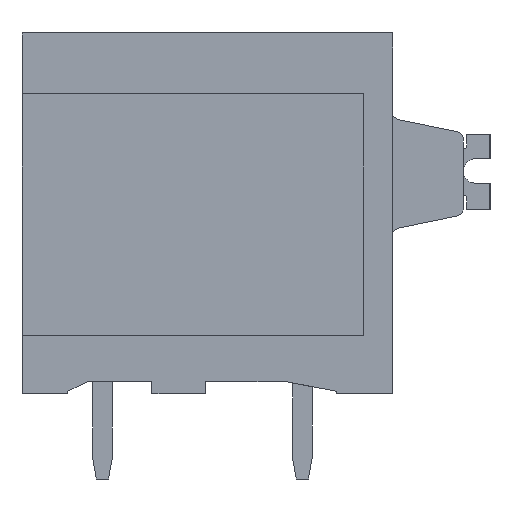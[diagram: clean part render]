
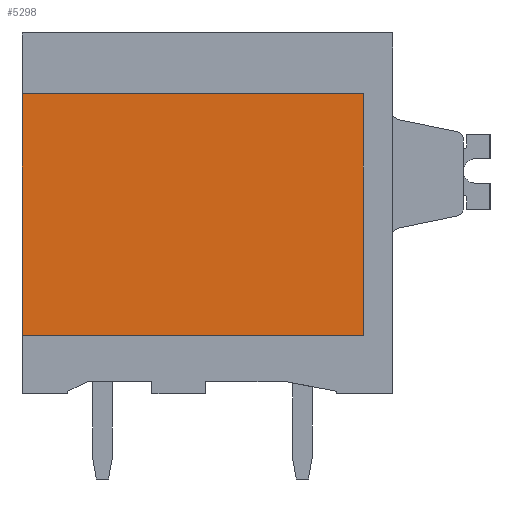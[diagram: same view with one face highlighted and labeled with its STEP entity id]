
A CAD part, left-side view. The second image highlights one B-rep face of the part: STEP entity #5298.
In plain terms, the highlighted planar face has unit normal (-1, 0, 0).
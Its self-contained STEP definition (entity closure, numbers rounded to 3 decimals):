
#5278=AXIS2_PLACEMENT_3D('Plane Axis2P3D',#5275,#5276,#5277) ;
#951=CARTESIAN_POINT('Vertex',(1.1,19.2,5.9)) ;
#954=CARTESIAN_POINT('Line Origine',(1.1,19.2,10.85)) ;
#958=CARTESIAN_POINT('Vertex',(1.1,19.2,15.8)) ;
#5259=CARTESIAN_POINT('Vertex',(1.1,5.2,5.9)) ;
#5262=CARTESIAN_POINT('Line Origine',(1.1,12.2,5.9)) ;
#5275=CARTESIAN_POINT('Axis2P3D Location',(1.1,0.,0.)) ;
#5280=CARTESIAN_POINT('Line Origine',(1.1,5.2,10.85)) ;
#5284=CARTESIAN_POINT('Vertex',(1.1,5.2,15.8)) ;
#5287=CARTESIAN_POINT('Line Origine',(1.1,12.2,15.8)) ;
#955=DIRECTION('Vector Direction',(0.,0.,1.)) ;
#5263=DIRECTION('Vector Direction',(0.,1.,0.)) ;
#5276=DIRECTION('Axis2P3D Direction',(-1.,0.,0.)) ;
#5277=DIRECTION('Axis2P3D XDirection',(0.,-1.,0.)) ;
#5281=DIRECTION('Vector Direction',(0.,0.,1.)) ;
#5288=DIRECTION('Vector Direction',(0.,1.,0.)) ;
#956=VECTOR('Line Direction',#955,1.) ;
#5264=VECTOR('Line Direction',#5263,1.) ;
#5282=VECTOR('Line Direction',#5281,1.) ;
#5289=VECTOR('Line Direction',#5288,1.) ;
#5293=ORIENTED_EDGE('',*,*,#5266,.F.) ;
#5294=ORIENTED_EDGE('',*,*,#5286,.T.) ;
#5295=ORIENTED_EDGE('',*,*,#5291,.T.) ;
#5296=ORIENTED_EDGE('',*,*,#960,.F.) ;
#5298=ADVANCED_FACE('_LMF 5.08/24/90 3.5SN OR BX 1330950000',(#5297),#5279,.T.) ;
#960=EDGE_CURVE('',#952,#959,#957,.T.) ;
#5266=EDGE_CURVE('',#5260,#952,#5265,.T.) ;
#5286=EDGE_CURVE('',#5260,#5285,#5283,.T.) ;
#5291=EDGE_CURVE('',#5285,#959,#5290,.T.) ;
#5292=EDGE_LOOP('',(#5293,#5294,#5295,#5296)) ;
#5297=FACE_OUTER_BOUND('',#5292,.T.) ;
#957=LINE('Line',#954,#956) ;
#5265=LINE('Line',#5262,#5264) ;
#5283=LINE('Line',#5280,#5282) ;
#5290=LINE('Line',#5287,#5289) ;
#5279=PLANE('',#5278) ;
#952=VERTEX_POINT('',#951) ;
#959=VERTEX_POINT('',#958) ;
#5260=VERTEX_POINT('',#5259) ;
#5285=VERTEX_POINT('',#5284) ;
